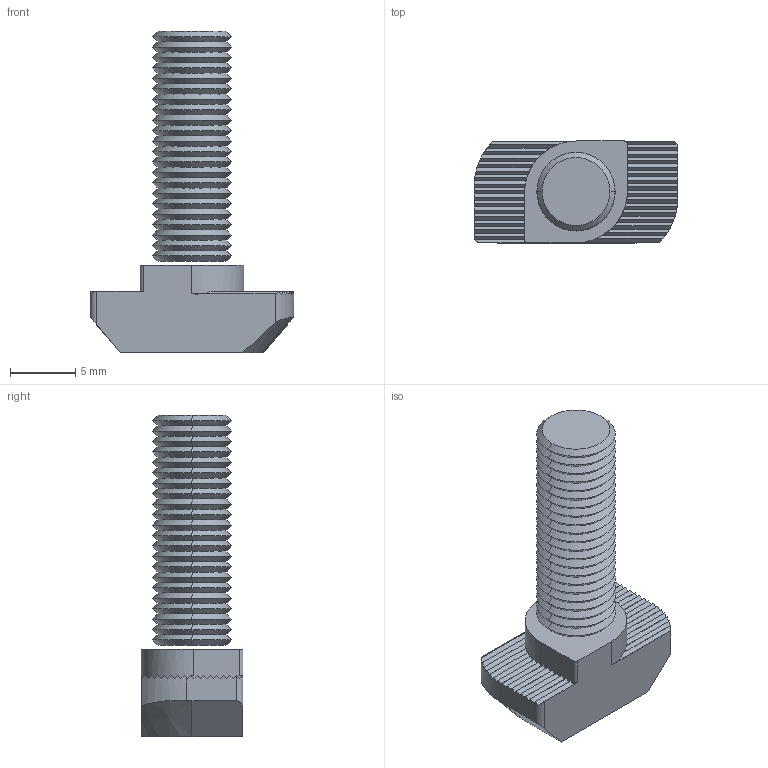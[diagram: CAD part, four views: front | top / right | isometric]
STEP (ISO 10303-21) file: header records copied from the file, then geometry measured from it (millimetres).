
FILE_DESCRIPTION (( 'STEP AP203' ), '1' );
FILE_NAME ('084.301.043.STEP', '2015-05-14T10:00:34', ( '' ), ( '' ), 'SwSTEP 2.0', 'SolidWorks 2012', '' );
FILE_SCHEMA (( 'CONFIG_CONTROL_DESIGN' ));
Length unit declared in the file: millimetre
Products named in the file (1): 084.301.043
Bounding box: 15.6 x 7.8 x 24.6 mm (x, y, z)
Volume: 1043.2 mm3; surface area: 970.6 mm2
Topology: 2 solids, 2 shells, 178 faces, 430 edges, 256 vertices
Faces by surface type: cone 90, plane 80, cylinder 8
Entity records: 5155 total; most frequent: CARTESIAN_POINT 1103, ORIENTED_EDGE 860, DIRECTION 814, EDGE_CURVE 430, AXIS2_PLACEMENT_3D 279, VERTEX_POINT 256, VECTOR 256, LINE 256
